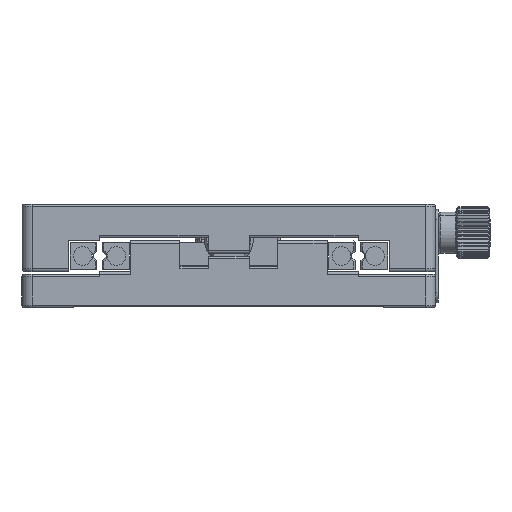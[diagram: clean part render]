
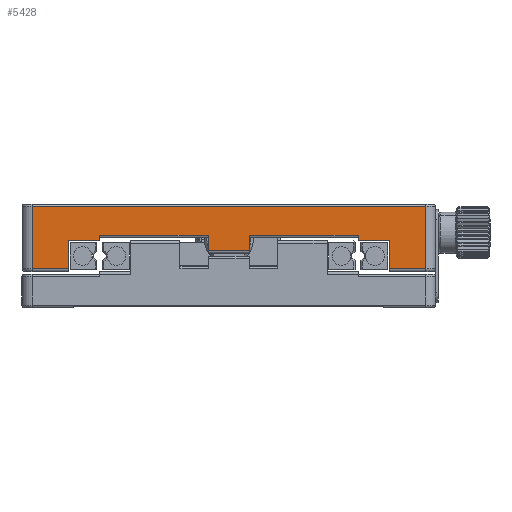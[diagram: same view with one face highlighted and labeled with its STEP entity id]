
A CAD part, front view. The second image highlights one B-rep face of the part: STEP entity #5428.
In plain terms, the highlighted planar face has unit normal (0, -1, 0).
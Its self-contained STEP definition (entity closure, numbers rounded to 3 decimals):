
#126 = VERTEX_POINT ( 'NONE', #12260 ) ;
#294 = CARTESIAN_POINT ( 'NONE',  ( -25., -40., 14. ) ) ;
#563 = CARTESIAN_POINT ( 'NONE',  ( -4., -40., 11. ) ) ;
#865 = CARTESIAN_POINT ( 'NONE',  ( 38., -40., 19.5 ) ) ;
#885 = DIRECTION ( 'NONE',  ( -1., 0., 0. ) ) ;
#910 = LINE ( 'NONE', #16387, #5527 ) ;
#949 = VECTOR ( 'NONE', #16363, 1000. ) ;
#985 = VERTEX_POINT ( 'NONE', #5323 ) ;
#1109 = LINE ( 'NONE', #8617, #20635 ) ;
#1145 = EDGE_CURVE ( 'NONE', #4371, #11561, #22191, .T. ) ;
#1488 = EDGE_CURVE ( 'NONE', #12996, #26700, #20953, .T. ) ;
#1552 = LINE ( 'NONE', #26793, #12425 ) ;
#1564 = CARTESIAN_POINT ( 'NONE',  ( -31., -40., 7.5 ) ) ;
#1822 = VECTOR ( 'NONE', #11536, 1000. ) ;
#1835 = FACE_OUTER_BOUND ( 'NONE', #6315, .T. ) ;
#2355 = CARTESIAN_POINT ( 'NONE',  ( -38., -40., 19.5 ) ) ;
#2469 = LINE ( 'NONE', #2922, #6976 ) ;
#2520 = EDGE_CURVE ( 'NONE', #23967, #14707, #14131, .T. ) ;
#2644 = DIRECTION ( 'NONE',  ( 0., 0., -1. ) ) ;
#2922 = CARTESIAN_POINT ( 'NONE',  ( -4., -40., 14. ) ) ;
#2966 = ORIENTED_EDGE ( 'NONE', *, *, #21978, .T. ) ;
#3093 = LINE ( 'NONE', #19927, #949 ) ;
#3798 = VERTEX_POINT ( 'NONE', #294 ) ;
#4314 = ORIENTED_EDGE ( 'NONE', *, *, #14716, .F. ) ;
#4371 = VERTEX_POINT ( 'NONE', #7579 ) ;
#4390 = CARTESIAN_POINT ( 'NONE',  ( 31., -40., 13. ) ) ;
#4517 = DIRECTION ( 'NONE',  ( 0., 0., -1. ) ) ;
#4878 = VERTEX_POINT ( 'NONE', #1564 ) ;
#4907 = CARTESIAN_POINT ( 'NONE',  ( 38., -40., 7.5 ) ) ;
#4944 = EDGE_CURVE ( 'NONE', #14707, #10666, #13571, .T. ) ;
#4971 = LINE ( 'NONE', #5411, #10127 ) ;
#5323 = CARTESIAN_POINT ( 'NONE',  ( 25., -40., 13. ) ) ;
#5411 = CARTESIAN_POINT ( 'NONE',  ( -31., -40., 7.5 ) ) ;
#5428 = ADVANCED_FACE ( 'NONE', ( #1835 ), #21725, .F. ) ;
#5440 = CARTESIAN_POINT ( 'NONE',  ( -38., -40., 7.5 ) ) ;
#5479 = CARTESIAN_POINT ( 'NONE',  ( 4., -40., 13.5 ) ) ;
#5527 = VECTOR ( 'NONE', #15045, 1000. ) ;
#5575 = EDGE_CURVE ( 'NONE', #18437, #126, #10304, .T. ) ;
#6091 = LINE ( 'NONE', #21561, #21160 ) ;
#6315 = EDGE_LOOP ( 'NONE', ( #12074, #22619, #20246, #10190, #4314, #24698, #12783, #2966, #12379, #11507, #14475, #20959, #20165, #8307, #15392, #25752 ) ) ;
#6725 = LINE ( 'NONE', #12054, #22253 ) ;
#6919 = DIRECTION ( 'NONE',  ( 1., 0., 0. ) ) ;
#6976 = VECTOR ( 'NONE', #6919, 1000. ) ;
#7064 = CARTESIAN_POINT ( 'NONE',  ( 40., -40., 19.5 ) ) ;
#7141 = DIRECTION ( 'NONE',  ( 0., 0., -1. ) ) ;
#7579 = CARTESIAN_POINT ( 'NONE',  ( -25., -40., 13. ) ) ;
#8307 = ORIENTED_EDGE ( 'NONE', *, *, #4944, .T. ) ;
#8355 = VECTOR ( 'NONE', #885, 1000. ) ;
#8617 = CARTESIAN_POINT ( 'NONE',  ( -25., -40., 94.248 ) ) ;
#8774 = DIRECTION ( 'NONE',  ( 0., 0., -1. ) ) ;
#9571 = CARTESIAN_POINT ( 'NONE',  ( 38., -40., 7.5 ) ) ;
#10127 = VECTOR ( 'NONE', #16468, 1000. ) ;
#10144 = CARTESIAN_POINT ( 'NONE',  ( 31., -40., 13. ) ) ;
#10190 = ORIENTED_EDGE ( 'NONE', *, *, #1145, .F. ) ;
#10209 = CARTESIAN_POINT ( 'NONE',  ( 40., -40., 7. ) ) ;
#10304 = LINE ( 'NONE', #5479, #17673 ) ;
#10666 = VERTEX_POINT ( 'NONE', #4907 ) ;
#10795 = DIRECTION ( 'NONE',  ( 0., 0., -1. ) ) ;
#11386 = EDGE_CURVE ( 'NONE', #10666, #26710, #3093, .T. ) ;
#11430 = EDGE_CURVE ( 'NONE', #23967, #985, #910, .T. ) ;
#11507 = ORIENTED_EDGE ( 'NONE', *, *, #16470, .T. ) ;
#11536 = DIRECTION ( 'NONE',  ( -1., 0., 0. ) ) ;
#11561 = VERTEX_POINT ( 'NONE', #14189 ) ;
#11901 = VECTOR ( 'NONE', #8774, 1000. ) ;
#11954 = DIRECTION ( 'NONE',  ( 0., 1., 0. ) ) ;
#12054 = CARTESIAN_POINT ( 'NONE',  ( -38., -40., 7. ) ) ;
#12074 = ORIENTED_EDGE ( 'NONE', *, *, #12894, .T. ) ;
#12260 = CARTESIAN_POINT ( 'NONE',  ( 4., -40., 11. ) ) ;
#12274 = CARTESIAN_POINT ( 'NONE',  ( 25., -40., 94.248 ) ) ;
#12379 = ORIENTED_EDGE ( 'NONE', *, *, #5575, .F. ) ;
#12425 = VECTOR ( 'NONE', #26349, 1000. ) ;
#12783 = ORIENTED_EDGE ( 'NONE', *, *, #1488, .F. ) ;
#12894 = EDGE_CURVE ( 'NONE', #15326, #25456, #6725, .T. ) ;
#12996 = VERTEX_POINT ( 'NONE', #563 ) ;
#13571 = LINE ( 'NONE', #9571, #22061 ) ;
#14116 = CARTESIAN_POINT ( 'NONE',  ( 25., -40., 14. ) ) ;
#14131 = LINE ( 'NONE', #10144, #16923 ) ;
#14189 = CARTESIAN_POINT ( 'NONE',  ( -31., -40., 13. ) ) ;
#14440 = EDGE_CURVE ( 'NONE', #3798, #26700, #2469, .T. ) ;
#14475 = ORIENTED_EDGE ( 'NONE', *, *, #22490, .T. ) ;
#14610 = DIRECTION ( 'NONE',  ( 0., 0., -1. ) ) ;
#14707 = VERTEX_POINT ( 'NONE', #21883 ) ;
#14716 = EDGE_CURVE ( 'NONE', #3798, #4371, #1109, .T. ) ;
#15045 = DIRECTION ( 'NONE',  ( -1., 0., 0. ) ) ;
#15326 = VERTEX_POINT ( 'NONE', #2355 ) ;
#15392 = ORIENTED_EDGE ( 'NONE', *, *, #11386, .T. ) ;
#16363 = DIRECTION ( 'NONE',  ( 0., 0., 1. ) ) ;
#16387 = CARTESIAN_POINT ( 'NONE',  ( 31., -40., 13. ) ) ;
#16468 = DIRECTION ( 'NONE',  ( 1., 0., 0. ) ) ;
#16470 = EDGE_CURVE ( 'NONE', #18437, #27123, #6091, .T. ) ;
#16699 = DIRECTION ( 'NONE',  ( 1., 0., 0. ) ) ;
#16773 = CARTESIAN_POINT ( 'NONE',  ( -4., -40., 14. ) ) ;
#16923 = VECTOR ( 'NONE', #2644, 1000. ) ;
#17535 = DIRECTION ( 'NONE',  ( 1., 0., 0. ) ) ;
#17673 = VECTOR ( 'NONE', #20946, 1000. ) ;
#17922 = VECTOR ( 'NONE', #14610, 1000. ) ;
#18437 = VERTEX_POINT ( 'NONE', #22034 ) ;
#19350 = VECTOR ( 'NONE', #27248, 1000. ) ;
#19522 = LINE ( 'NONE', #24382, #17922 ) ;
#19927 = CARTESIAN_POINT ( 'NONE',  ( 38., -40., 7. ) ) ;
#20165 = ORIENTED_EDGE ( 'NONE', *, *, #2520, .T. ) ;
#20246 = ORIENTED_EDGE ( 'NONE', *, *, #23624, .F. ) ;
#20635 = VECTOR ( 'NONE', #10795, 1000. ) ;
#20946 = DIRECTION ( 'NONE',  ( 0., 0., -1. ) ) ;
#20953 = LINE ( 'NONE', #23661, #19350 ) ;
#20959 = ORIENTED_EDGE ( 'NONE', *, *, #11430, .F. ) ;
#21160 = VECTOR ( 'NONE', #16699, 1000. ) ;
#21561 = CARTESIAN_POINT ( 'NONE',  ( 25., -40., 14. ) ) ;
#21725 = PLANE ( 'NONE',  #22257 ) ;
#21883 = CARTESIAN_POINT ( 'NONE',  ( 31., -40., 7.5 ) ) ;
#21978 = EDGE_CURVE ( 'NONE', #12996, #126, #1552, .T. ) ;
#22034 = CARTESIAN_POINT ( 'NONE',  ( 4., -40., 14. ) ) ;
#22061 = VECTOR ( 'NONE', #17535, 1000. ) ;
#22191 = LINE ( 'NONE', #23091, #1822 ) ;
#22253 = VECTOR ( 'NONE', #4517, 1000. ) ;
#22257 = AXIS2_PLACEMENT_3D ( 'NONE', #10209, #11954, #7141 ) ;
#22490 = EDGE_CURVE ( 'NONE', #27123, #985, #23397, .T. ) ;
#22619 = ORIENTED_EDGE ( 'NONE', *, *, #23134, .T. ) ;
#23091 = CARTESIAN_POINT ( 'NONE',  ( -19., -40., 13. ) ) ;
#23134 = EDGE_CURVE ( 'NONE', #25456, #4878, #4971, .T. ) ;
#23397 = LINE ( 'NONE', #12274, #11901 ) ;
#23624 = EDGE_CURVE ( 'NONE', #11561, #4878, #19522, .T. ) ;
#23661 = CARTESIAN_POINT ( 'NONE',  ( -4., -40., 13.5 ) ) ;
#23967 = VERTEX_POINT ( 'NONE', #4390 ) ;
#24382 = CARTESIAN_POINT ( 'NONE',  ( -31., -40., 13. ) ) ;
#24698 = ORIENTED_EDGE ( 'NONE', *, *, #14440, .T. ) ;
#25456 = VERTEX_POINT ( 'NONE', #5440 ) ;
#25752 = ORIENTED_EDGE ( 'NONE', *, *, #26001, .T. ) ;
#26001 = EDGE_CURVE ( 'NONE', #26710, #15326, #27032, .T. ) ;
#26349 = DIRECTION ( 'NONE',  ( 1., 0., 0. ) ) ;
#26700 = VERTEX_POINT ( 'NONE', #16773 ) ;
#26710 = VERTEX_POINT ( 'NONE', #865 ) ;
#26793 = CARTESIAN_POINT ( 'NONE',  ( 4., -40., 11. ) ) ;
#27032 = LINE ( 'NONE', #7064, #8355 ) ;
#27123 = VERTEX_POINT ( 'NONE', #14116 ) ;
#27248 = DIRECTION ( 'NONE',  ( 0., 0., 1. ) ) ;
